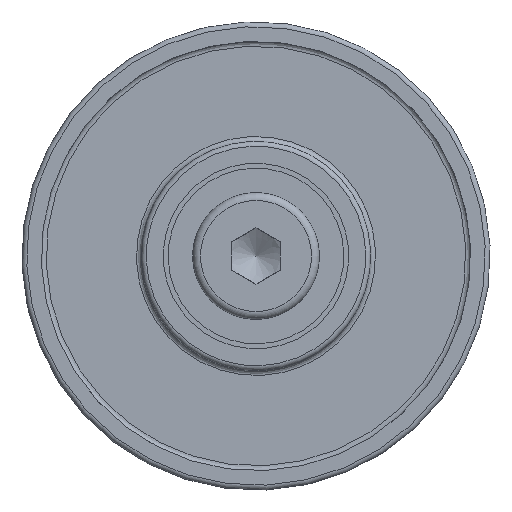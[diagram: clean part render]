
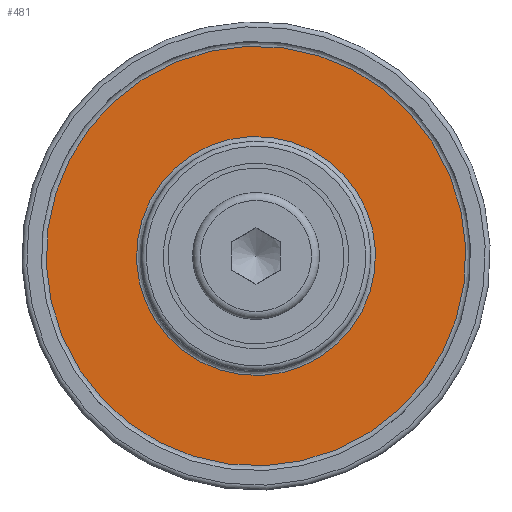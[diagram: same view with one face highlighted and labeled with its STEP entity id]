
A CAD part, left-side view. The second image highlights one B-rep face of the part: STEP entity #481.
In plain terms, the highlighted planar face has unit normal (-1, 0, 0).
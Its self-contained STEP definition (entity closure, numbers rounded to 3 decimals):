
#447=CARTESIAN_POINT('',(-1.5,11.687,3.67));
#448=VERTEX_POINT('',#447);
#449=CARTESIAN_POINT('',(-1.5,0.,0.));
#450=DIRECTION('',(1.0,0.,0.));
#451=DIRECTION('',(0.,0.954,0.3));
#452=AXIS2_PLACEMENT_3D('',#449,#450,#451);
#453=CIRCLE('',#452,12.25);
#454=EDGE_CURVE('',#448,#448,#453,.T.);
#462=CARTESIAN_POINT('',(-1.5,16.1,5.055));
#463=DIRECTION('',(-1.0,0.0,0.0));
#464=DIRECTION('',(0.0,-0.3,0.954));
#465=AXIS2_PLACEMENT_3D('',#462,#463,#464);
#466=PLANE('',#465);
#467=CARTESIAN_POINT('',(-1.5,20.513,6.441));
#468=VERTEX_POINT('',#467);
#469=CARTESIAN_POINT('',(-1.5,0.,0.));
#470=DIRECTION('',(1.,0.,0.));
#471=DIRECTION('',(0.,0.954,0.3));
#472=AXIS2_PLACEMENT_3D('',#469,#470,#471);
#473=CIRCLE('',#472,21.5);
#474=EDGE_CURVE('',#468,#468,#473,.T.);
#475=ORIENTED_EDGE('',*,*,#474,.F.);
#476=EDGE_LOOP('',(#475));
#477=FACE_OUTER_BOUND('',#476,.T.);
#478=ORIENTED_EDGE('',*,*,#454,.T.);
#479=EDGE_LOOP('',(#478));
#480=FACE_BOUND('',#479,.T.);
#481=ADVANCED_FACE('',(#477,#480),#466,.T.);
